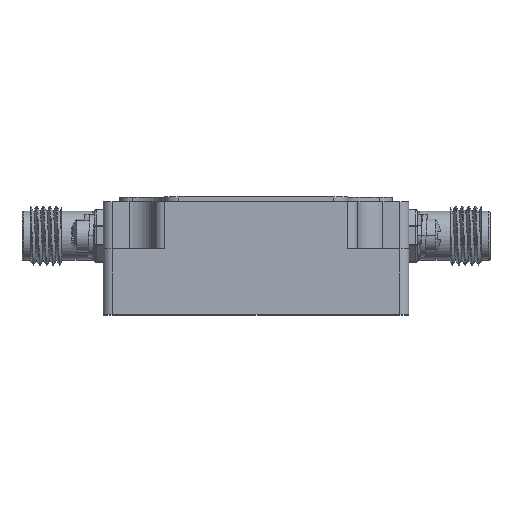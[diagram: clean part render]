
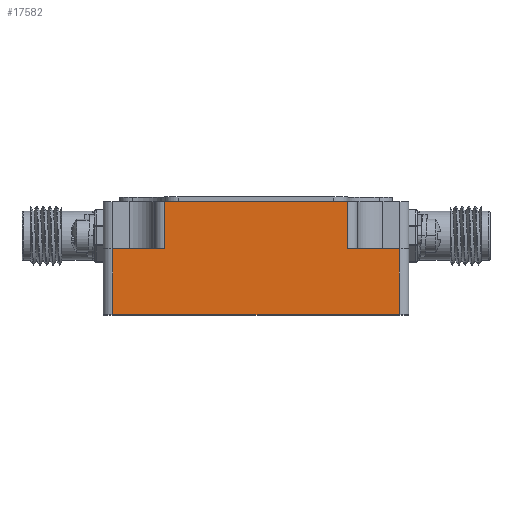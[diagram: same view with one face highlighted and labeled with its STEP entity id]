
A CAD part, top view. The second image highlights one B-rep face of the part: STEP entity #17582.
In plain terms, the highlighted planar face has unit normal (0, 0, 1).
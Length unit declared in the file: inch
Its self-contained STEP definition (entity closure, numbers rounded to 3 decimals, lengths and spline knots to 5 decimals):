
#200 = DIRECTION ( 'NONE',  ( 0., 0., -1. ) ) ;
#490 = CARTESIAN_POINT ( 'NONE',  ( -0.07, 0.44, 0.11 ) ) ;
#1248 = LINE ( 'NONE', #8322, #14480 ) ;
#1272 = DIRECTION ( 'NONE',  ( 0., 1., 0. ) ) ;
#1355 = ORIENTED_EDGE ( 'NONE', *, *, #20995, .T. ) ;
#1362 = VECTOR ( 'NONE', #2666, 39.37008 ) ;
#1437 = VECTOR ( 'NONE', #17366, 39.37008 ) ;
#1962 = VERTEX_POINT ( 'NONE', #16357 ) ;
#2012 = LINE ( 'NONE', #17254, #19533 ) ;
#2053 = DIRECTION ( 'NONE',  ( 0., -1., 0. ) ) ;
#2117 = ORIENTED_EDGE ( 'NONE', *, *, #21046, .F. ) ;
#2381 = LINE ( 'NONE', #490, #5962 ) ;
#2666 = DIRECTION ( 'NONE',  ( 0., 1., 0. ) ) ;
#3086 = VECTOR ( 'NONE', #19034, 39.37008 ) ;
#3480 = ORIENTED_EDGE ( 'NONE', *, *, #12356, .T. ) ;
#3871 = CARTESIAN_POINT ( 'NONE',  ( 1.15, -0.04, 0.11 ) ) ;
#3980 = VERTEX_POINT ( 'NONE', #6708 ) ;
#4186 = VERTEX_POINT ( 'NONE', #5790 ) ;
#5086 = LINE ( 'NONE', #5201, #14884 ) ;
#5201 = CARTESIAN_POINT ( 'NONE',  ( 0., 0.24, 0.11 ) ) ;
#5790 = CARTESIAN_POINT ( 'NONE',  ( 0.93, 0.24, 0.11 ) ) ;
#5962 = VECTOR ( 'NONE', #2053, 39.37008 ) ;
#6708 = CARTESIAN_POINT ( 'NONE',  ( 0.15, 0.24, 0.11 ) ) ;
#6774 = VERTEX_POINT ( 'NONE', #3871 ) ;
#6817 = LINE ( 'NONE', #12139, #3086 ) ;
#6850 = CARTESIAN_POINT ( 'NONE',  ( 1.15, -0.04, 0.11 ) ) ;
#7533 = ORIENTED_EDGE ( 'NONE', *, *, #19746, .F. ) ;
#7794 = EDGE_CURVE ( 'NONE', #13686, #1962, #1248, .T. ) ;
#8266 = ORIENTED_EDGE ( 'NONE', *, *, #7794, .F. ) ;
#8282 = ORIENTED_EDGE ( 'NONE', *, *, #17515, .F. ) ;
#8315 = LINE ( 'NONE', #6850, #1437 ) ;
#8322 = CARTESIAN_POINT ( 'NONE',  ( 1.15, 0.44, 0.11 ) ) ;
#8868 = CARTESIAN_POINT ( 'NONE',  ( 1.15, 0.44, 0.11 ) ) ;
#9336 = VERTEX_POINT ( 'NONE', #19744 ) ;
#9653 = CARTESIAN_POINT ( 'NONE',  ( 0.15, 0.24, 0.11 ) ) ;
#10231 = EDGE_CURVE ( 'NONE', #4186, #18558, #5086, .T. ) ;
#10462 = DIRECTION ( 'NONE',  ( 1., 0., 0. ) ) ;
#12139 = CARTESIAN_POINT ( 'NONE',  ( 1.15, 0.44, 0.11 ) ) ;
#12283 = CARTESIAN_POINT ( 'NONE',  ( 0.93, 0.24, 0.11 ) ) ;
#12356 = EDGE_CURVE ( 'NONE', #15291, #9336, #2381, .T. ) ;
#12613 = CARTESIAN_POINT ( 'NONE',  ( -0.07, 0.24, 0.11 ) ) ;
#13366 = EDGE_LOOP ( 'NONE', ( #8282, #2117, #3480, #7533, #13626, #15944, #1355, #8266 ) ) ;
#13379 = VECTOR ( 'NONE', #1272, 39.37008 ) ;
#13528 = EDGE_CURVE ( 'NONE', #18558, #6774, #6817, .T. ) ;
#13626 = ORIENTED_EDGE ( 'NONE', *, *, #13528, .F. ) ;
#13686 = VERTEX_POINT ( 'NONE', #14820 ) ;
#14411 = LINE ( 'NONE', #9653, #1362 ) ;
#14480 = VECTOR ( 'NONE', #20421, 39.37008 ) ;
#14820 = CARTESIAN_POINT ( 'NONE',  ( 0.15, 0.44, 0.11 ) ) ;
#14884 = VECTOR ( 'NONE', #22034, 39.37008 ) ;
#15127 = CARTESIAN_POINT ( 'NONE',  ( 1.15, 0.24, 0.11 ) ) ;
#15291 = VERTEX_POINT ( 'NONE', #12613 ) ;
#15418 = DIRECTION ( 'NONE',  ( 0., -1., 0. ) ) ;
#15944 = ORIENTED_EDGE ( 'NONE', *, *, #10231, .F. ) ;
#16357 = CARTESIAN_POINT ( 'NONE',  ( 0.93, 0.44, 0.11 ) ) ;
#17215 = AXIS2_PLACEMENT_3D ( 'NONE', #8868, #200, #15418 ) ;
#17254 = CARTESIAN_POINT ( 'NONE',  ( 0., 0.24, 0.11 ) ) ;
#17366 = DIRECTION ( 'NONE',  ( -1., 0., 0. ) ) ;
#17515 = EDGE_CURVE ( 'NONE', #3980, #13686, #14411, .T. ) ;
#17582 = ADVANCED_FACE ( 'NONE', ( #21310 ), #19287, .F. ) ;
#18558 = VERTEX_POINT ( 'NONE', #15127 ) ;
#19034 = DIRECTION ( 'NONE',  ( 0., -1., 0. ) ) ;
#19287 = PLANE ( 'NONE',  #17215 ) ;
#19533 = VECTOR ( 'NONE', #10462, 39.37008 ) ;
#19744 = CARTESIAN_POINT ( 'NONE',  ( -0.07, -0.04, 0.11 ) ) ;
#19746 = EDGE_CURVE ( 'NONE', #6774, #9336, #8315, .T. ) ;
#20221 = LINE ( 'NONE', #12283, #13379 ) ;
#20421 = DIRECTION ( 'NONE',  ( 1., 0., 0. ) ) ;
#20995 = EDGE_CURVE ( 'NONE', #4186, #1962, #20221, .T. ) ;
#21046 = EDGE_CURVE ( 'NONE', #15291, #3980, #2012, .T. ) ;
#21310 = FACE_OUTER_BOUND ( 'NONE', #13366, .T. ) ;
#22034 = DIRECTION ( 'NONE',  ( 1., 0., 0. ) ) ;
